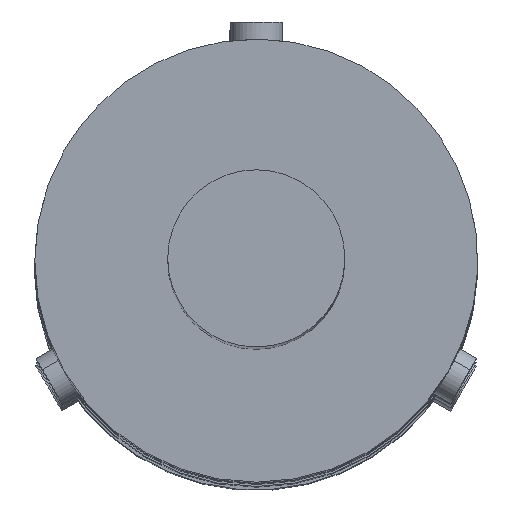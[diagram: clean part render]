
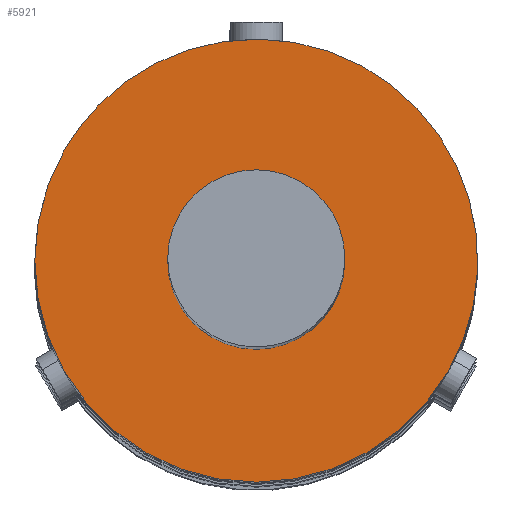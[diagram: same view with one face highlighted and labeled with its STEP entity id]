
A CAD part, top view. The second image highlights one B-rep face of the part: STEP entity #5921.
In plain terms, the highlighted planar face has unit normal (0, 0, 1).
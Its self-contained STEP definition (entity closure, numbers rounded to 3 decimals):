
#5330=CARTESIAN_POINT('Vertex',(-10.,0.,50.)) ;
#5333=CARTESIAN_POINT('Axis2P3D Location',(0.,0.,50.)) ;
#5337=CARTESIAN_POINT('Vertex',(10.,0.,50.)) ;
#5580=CARTESIAN_POINT('Vertex',(25.,0.,50.)) ;
#5583=CARTESIAN_POINT('Axis2P3D Location',(0.,0.,50.)) ;
#5587=CARTESIAN_POINT('Vertex',(-25.,0.,50.)) ;
#5775=CARTESIAN_POINT('Axis2P3D Location',(0.,0.,50.)) ;
#5882=CARTESIAN_POINT('Axis2P3D Location',(0.,0.,50.)) ;
#5888=CARTESIAN_POINT('Control Point',(25.,0.,50.)) ;
#5889=CARTESIAN_POINT('Control Point',(25.,2.449,50.)) ;
#5890=CARTESIAN_POINT('Control Point',(24.7,4.899,50.)) ;
#5891=CARTESIAN_POINT('Control Point',(24.1,7.3,50.)) ;
#5892=CARTESIAN_POINT('Control Point',(22.324,11.905,50.)) ;
#5893=CARTESIAN_POINT('Control Point',(19.49,15.945,50.)) ;
#5894=CARTESIAN_POINT('Control Point',(17.831,17.781,50.)) ;
#5895=CARTESIAN_POINT('Control Point',(14.097,21.009,50.)) ;
#5896=CARTESIAN_POINT('Control Point',(9.695,23.24,50.)) ;
#5897=CARTESIAN_POINT('Control Point',(7.367,24.079,50.)) ;
#5898=CARTESIAN_POINT('Control Point',(2.554,25.171,50.)) ;
#5899=CARTESIAN_POINT('Control Point',(-2.381,25.068,50.)) ;
#5900=CARTESIAN_POINT('Control Point',(-4.83,24.714,50.)) ;
#5901=CARTESIAN_POINT('Control Point',(-9.591,23.412,50.)) ;
#5902=CARTESIAN_POINT('Control Point',(-13.896,20.999,50.)) ;
#5903=CARTESIAN_POINT('Control Point',(-15.89,19.534,50.)) ;
#5904=CARTESIAN_POINT('Control Point',(-19.479,16.145,50.)) ;
#5905=CARTESIAN_POINT('Control Point',(-22.143,11.991,50.)) ;
#5906=CARTESIAN_POINT('Control Point',(-23.213,9.76,50.)) ;
#5907=CARTESIAN_POINT('Control Point',(-24.323,6.455,50.)) ;
#5908=CARTESIAN_POINT('Control Point',(-24.847,3.03,50.)) ;
#5909=CARTESIAN_POINT('Control Point',(-24.949,2.022,50.)) ;
#5910=CARTESIAN_POINT('Control Point',(-25.,1.011,50.)) ;
#5911=CARTESIAN_POINT('Control Point',(-25.,0.,50.)) ;
#5334=DIRECTION('Axis2P3D Direction',(0.,0.,1.)) ;
#5584=DIRECTION('Axis2P3D Direction',(0.,0.,1.)) ;
#5776=DIRECTION('Axis2P3D Direction',(0.,0.,1.)) ;
#5883=DIRECTION('Axis2P3D Direction',(0.,0.,1.)) ;
#5884=DIRECTION('Axis2P3D XDirection',(1.,0.,0.)) ;
#5335=AXIS2_PLACEMENT_3D('Circle Axis2P3D',#5333,#5334,$) ;
#5585=AXIS2_PLACEMENT_3D('Circle Axis2P3D',#5583,#5584,$) ;
#5777=AXIS2_PLACEMENT_3D('Circle Axis2P3D',#5775,#5776,$) ;
#5885=AXIS2_PLACEMENT_3D('Plane Axis2P3D',#5882,#5883,#5884) ;
#5914=ORIENTED_EDGE('',*,*,#5589,.T.) ;
#5915=ORIENTED_EDGE('',*,*,#5912,.T.) ;
#5918=ORIENTED_EDGE('',*,*,#5779,.T.) ;
#5919=ORIENTED_EDGE('',*,*,#5339,.T.) ;
#5920=FACE_BOUND('',#5917,.T.) ;
#5921=ADVANCED_FACE('',(#5916,#5920),#5886,.T.) ;
#5887=B_SPLINE_CURVE_WITH_KNOTS('',5,(#5888,#5889,#5890,#5891,#5892,#5893,#5894,#5895,#5896,#5897,#5898,#5899,#5900,#5901,#5902,#5903,#5904,#5905,#5906,#5907,#5908,#5909,#5910,#5911),.UNSPECIFIED.,.F.,.U.,(6,3,3,3,3,3,3,6),(0.,17.32,34.641,51.961,69.281,86.602,103.922,111.071),.UNSPECIFIED.) ;
#5336=CIRCLE('generated circle',#5335,10.) ;
#5586=CIRCLE('generated circle',#5585,25.) ;
#5778=CIRCLE('generated circle',#5777,10.) ;
#5339=EDGE_CURVE('',#5338,#5331,#5336,.F.) ;
#5589=EDGE_CURVE('',#5588,#5581,#5586,.T.) ;
#5779=EDGE_CURVE('',#5331,#5338,#5778,.F.) ;
#5912=EDGE_CURVE('',#5581,#5588,#5887,.T.) ;
#5913=EDGE_LOOP('',(#5914,#5915)) ;
#5917=EDGE_LOOP('',(#5918,#5919)) ;
#5916=FACE_OUTER_BOUND('',#5913,.T.) ;
#5886=PLANE('Plane',#5885) ;
#5331=VERTEX_POINT('',#5330) ;
#5338=VERTEX_POINT('',#5337) ;
#5581=VERTEX_POINT('',#5580) ;
#5588=VERTEX_POINT('',#5587) ;
